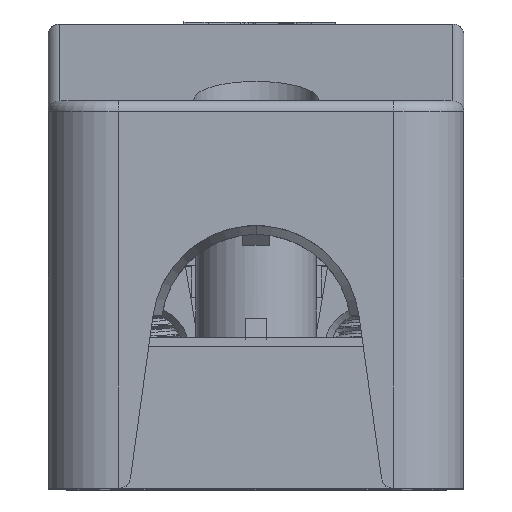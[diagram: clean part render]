
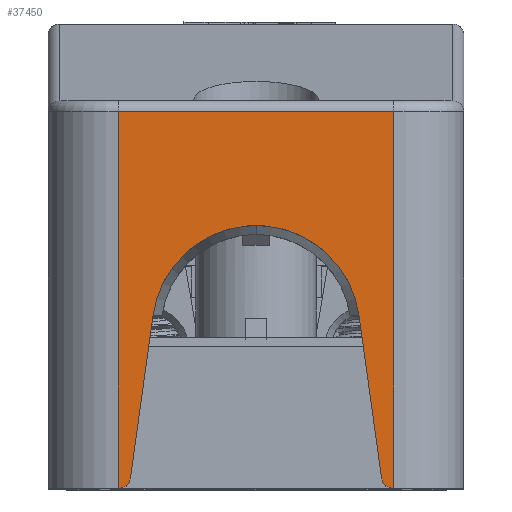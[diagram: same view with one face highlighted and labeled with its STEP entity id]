
A CAD part, top view. The second image highlights one B-rep face of the part: STEP entity #37450.
In plain terms, the highlighted face is planar.
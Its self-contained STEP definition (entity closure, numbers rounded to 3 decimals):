
#458 = VERTEX_POINT ( 'NONE', #40428 ) ;
#880 = CIRCLE ( 'NONE', #32447, 0.5 ) ;
#2106 = CARTESIAN_POINT ( 'NONE',  ( 18.95, -21.25, 6.3 ) ) ;
#3054 = CARTESIAN_POINT ( 'NONE',  ( 18.95, -21.25, 6.3 ) ) ;
#3868 = CARTESIAN_POINT ( 'NONE',  ( 18.95, -21.25, 5.8 ) ) ;
#4473 = CARTESIAN_POINT ( 'NONE',  ( 18.95, -4.05, -6.3 ) ) ;
#5549 = CARTESIAN_POINT ( 'NONE',  ( 18.95, -20.819, -5.74 ) ) ;
#5738 = EDGE_CURVE ( 'NONE', #25332, #13822, #40413, .T. ) ;
#5779 = CARTESIAN_POINT ( 'NONE',  ( 18.95, -20.75, -6.235 ) ) ;
#6131 = DIRECTION ( 'NONE',  ( 0., 0., -1. ) ) ;
#6541 = VERTEX_POINT ( 'NONE', #2106 ) ;
#9600 = AXIS2_PLACEMENT_3D ( 'NONE', #3054, #30691, #24168 ) ;
#9618 = LINE ( 'NONE', #26447, #13948 ) ;
#9840 = DIRECTION ( 'NONE',  ( 0., 0., -1. ) ) ;
#10478 = FACE_OUTER_BOUND ( 'NONE', #19474, .T. ) ;
#12893 = EDGE_CURVE ( 'NONE', #33196, #458, #36718, .T. ) ;
#12933 = DIRECTION ( 'NONE',  ( 0., 0., 1. ) ) ;
#13725 = AXIS2_PLACEMENT_3D ( 'NONE', #43438, #16459, #6131 ) ;
#13822 = VERTEX_POINT ( 'NONE', #37183 ) ;
#13884 = ORIENTED_EDGE ( 'NONE', *, *, #43173, .T. ) ;
#13948 = VECTOR ( 'NONE', #9840, 1000. ) ;
#15149 = CIRCLE ( 'NONE', #13725, 0.5 ) ;
#15674 = ORIENTED_EDGE ( 'NONE', *, *, #12893, .F. ) ;
#15756 = VECTOR ( 'NONE', #19232, 1000. ) ;
#15815 = VECTOR ( 'NONE', #36602, 1000. ) ;
#16114 = DIRECTION ( 'NONE',  ( 1., 0., 0. ) ) ;
#16459 = DIRECTION ( 'NONE',  ( 1., 0., 0. ) ) ;
#16709 = ORIENTED_EDGE ( 'NONE', *, *, #42087, .F. ) ;
#16890 = ORIENTED_EDGE ( 'NONE', *, *, #30588, .F. ) ;
#17889 = VERTEX_POINT ( 'NONE', #32293 ) ;
#17941 = ORIENTED_EDGE ( 'NONE', *, *, #41234, .T. ) ;
#18057 = AXIS2_PLACEMENT_3D ( 'NONE', #21513, #28702, #35251 ) ;
#18160 = VECTOR ( 'NONE', #36914, 1000. ) ;
#19232 = DIRECTION ( 'NONE',  ( 0., 1., 0. ) ) ;
#19474 = EDGE_LOOP ( 'NONE', ( #17941, #13884, #16709, #42423, #15674, #28824, #40624, #31565, #32132, #16890 ) ) ;
#20042 = DIRECTION ( 'NONE',  ( 0., -0.991, 0.137 ) ) ;
#21513 = CARTESIAN_POINT ( 'NONE',  ( 18.95, -14., 0. ) ) ;
#22027 = CARTESIAN_POINT ( 'NONE',  ( 18.95, -21.25, 6.235 ) ) ;
#22531 = LINE ( 'NONE', #33314, #18160 ) ;
#24168 = DIRECTION ( 'NONE',  ( 0., 0., -1. ) ) ;
#25332 = VERTEX_POINT ( 'NONE', #32117 ) ;
#26447 = CARTESIAN_POINT ( 'NONE',  ( 18.95, -21.25, 6.3 ) ) ;
#26581 = DIRECTION ( 'NONE',  ( 0., 0.991, 0.137 ) ) ;
#26923 = CARTESIAN_POINT ( 'NONE',  ( 18.95, -21.25, 6.3 ) ) ;
#27956 = VERTEX_POINT ( 'NONE', #22027 ) ;
#28702 = DIRECTION ( 'NONE',  ( 1., 0., 0. ) ) ;
#28824 = ORIENTED_EDGE ( 'NONE', *, *, #35515, .T. ) ;
#29360 = CARTESIAN_POINT ( 'NONE',  ( 18.95, -21.25, 6.3 ) ) ;
#29392 = VECTOR ( 'NONE', #12933, 1000. ) ;
#29760 = CARTESIAN_POINT ( 'NONE',  ( 18.95, -21.25, -5.8 ) ) ;
#30462 = EDGE_CURVE ( 'NONE', #42792, #41195, #43723, .T. ) ;
#30588 = EDGE_CURVE ( 'NONE', #6541, #41195, #33399, .T. ) ;
#30691 = DIRECTION ( 'NONE',  ( 1., 0., 0. ) ) ;
#31059 = LINE ( 'NONE', #3868, #41290 ) ;
#31565 = ORIENTED_EDGE ( 'NONE', *, *, #38987, .T. ) ;
#32008 = VERTEX_POINT ( 'NONE', #38568 ) ;
#32117 = CARTESIAN_POINT ( 'NONE',  ( 18.95, -21.25, -6.235 ) ) ;
#32132 = ORIENTED_EDGE ( 'NONE', *, *, #30462, .T. ) ;
#32293 = CARTESIAN_POINT ( 'NONE',  ( 18.95, -20.819, 5.74 ) ) ;
#32420 = VECTOR ( 'NONE', #26581, 1000. ) ;
#32447 = AXIS2_PLACEMENT_3D ( 'NONE', #5779, #16114, #42865 ) ;
#33066 = EDGE_CURVE ( 'NONE', #458, #32008, #41023, .T. ) ;
#33196 = VERTEX_POINT ( 'NONE', #5549 ) ;
#33314 = CARTESIAN_POINT ( 'NONE',  ( 18.95, -21.25, -6.3 ) ) ;
#33399 = LINE ( 'NONE', #29360, #15756 ) ;
#35251 = DIRECTION ( 'NONE',  ( 0., 0., -1. ) ) ;
#35515 = EDGE_CURVE ( 'NONE', #33196, #25332, #880, .T. ) ;
#36602 = DIRECTION ( 'NONE',  ( 0., 0., -1. ) ) ;
#36718 = LINE ( 'NONE', #29760, #32420 ) ;
#36914 = DIRECTION ( 'NONE',  ( 0., 1., 0. ) ) ;
#37183 = CARTESIAN_POINT ( 'NONE',  ( 18.95, -21.25, -6.3 ) ) ;
#37222 = PLANE ( 'NONE',  #9600 ) ;
#37450 = ADVANCED_FACE ( 'NONE', ( #10478 ), #37222, .T. ) ;
#38568 = CARTESIAN_POINT ( 'NONE',  ( 18.95, -13.348, 4.705 ) ) ;
#38987 = EDGE_CURVE ( 'NONE', #13822, #42792, #22531, .T. ) ;
#39476 = CARTESIAN_POINT ( 'NONE',  ( 18.95, -4.05, 6.3 ) ) ;
#40413 = LINE ( 'NONE', #26923, #15815 ) ;
#40428 = CARTESIAN_POINT ( 'NONE',  ( 18.95, -13.348, -4.705 ) ) ;
#40624 = ORIENTED_EDGE ( 'NONE', *, *, #5738, .T. ) ;
#41023 = CIRCLE ( 'NONE', #18057, 4.75 ) ;
#41195 = VERTEX_POINT ( 'NONE', #43985 ) ;
#41234 = EDGE_CURVE ( 'NONE', #6541, #27956, #9618, .T. ) ;
#41290 = VECTOR ( 'NONE', #20042, 1000. ) ;
#42087 = EDGE_CURVE ( 'NONE', #32008, #17889, #31059, .T. ) ;
#42423 = ORIENTED_EDGE ( 'NONE', *, *, #33066, .F. ) ;
#42792 = VERTEX_POINT ( 'NONE', #4473 ) ;
#42865 = DIRECTION ( 'NONE',  ( 0., 0., -1. ) ) ;
#43173 = EDGE_CURVE ( 'NONE', #27956, #17889, #15149, .T. ) ;
#43438 = CARTESIAN_POINT ( 'NONE',  ( 18.95, -20.75, 6.235 ) ) ;
#43723 = LINE ( 'NONE', #39476, #29392 ) ;
#43985 = CARTESIAN_POINT ( 'NONE',  ( 18.95, -4.05, 6.3 ) ) ;
